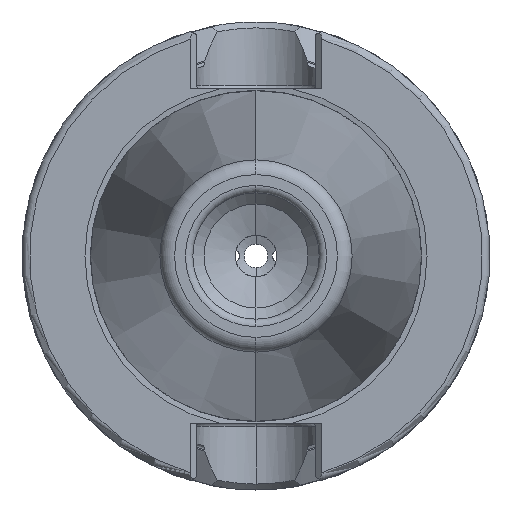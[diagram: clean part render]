
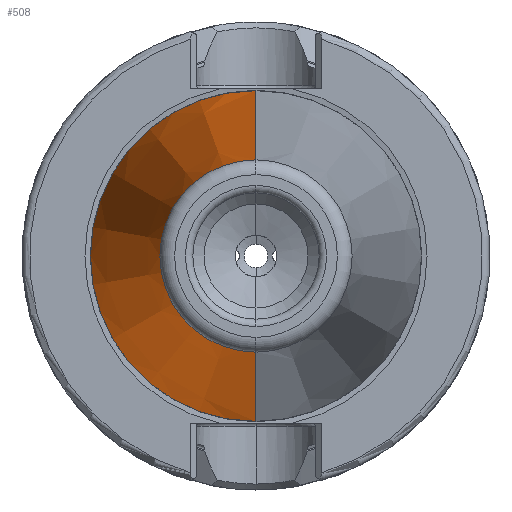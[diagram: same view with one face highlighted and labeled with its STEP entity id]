
A CAD part, left-side view. The second image highlights one B-rep face of the part: STEP entity #508.
In plain terms, the highlighted conical face has half-angle 8.297 degrees and reference radius 22.298 mm.
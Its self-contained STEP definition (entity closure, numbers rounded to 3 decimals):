
#102 = CARTESIAN_POINT ( 'NONE',  ( -89.5, 0., 22.298 ) ) ;
#332 = VERTEX_POINT ( 'NONE', #708 ) ;
#368 = CARTESIAN_POINT ( 'NONE',  ( -89.5, 0., 0. ) ) ;
#418 = EDGE_CURVE ( 'NONE', #783, #1719, #802, .T. ) ;
#424 = LINE ( 'NONE', #1347, #2558 ) ;
#508 = ADVANCED_FACE ( 'NONE', ( #1373 ), #1067, .T. ) ;
#650 = DIRECTION ( 'NONE',  ( 0., 0., 1. ) ) ;
#708 = CARTESIAN_POINT ( 'NONE',  ( -89.5, 0., -22.298 ) ) ;
#783 = VERTEX_POINT ( 'NONE', #1110 ) ;
#802 = LINE ( 'NONE', #2979, #2932 ) ;
#821 = EDGE_CURVE ( 'NONE', #1719, #332, #1841, .T. ) ;
#846 = ORIENTED_EDGE ( 'NONE', *, *, #3087, .F. ) ;
#1067 = CONICAL_SURFACE ( 'NONE', #3096, 22.298, 0.145 ) ;
#1110 = CARTESIAN_POINT ( 'NONE',  ( -153.689, 0., 12.937 ) ) ;
#1280 = AXIS2_PLACEMENT_3D ( 'NONE', #1543, #3500, #1826 ) ;
#1322 = DIRECTION ( 'NONE',  ( 0.99, 0., -0.144 ) ) ;
#1347 = CARTESIAN_POINT ( 'NONE',  ( -89.5, 0., -22.298 ) ) ;
#1365 = CARTESIAN_POINT ( 'NONE',  ( -89.5, 0., 0. ) ) ;
#1373 = FACE_OUTER_BOUND ( 'NONE', #2479, .T. ) ;
#1543 = CARTESIAN_POINT ( 'NONE',  ( -153.689, 0., 0. ) ) ;
#1719 = VERTEX_POINT ( 'NONE', #102 ) ;
#1826 = DIRECTION ( 'NONE',  ( 0., 0., 1. ) ) ;
#1841 = CIRCLE ( 'NONE', #3034, 22.298 ) ;
#2124 = ORIENTED_EDGE ( 'NONE', *, *, #3249, .F. ) ;
#2179 = CIRCLE ( 'NONE', #1280, 12.937 ) ;
#2316 = DIRECTION ( 'NONE',  ( -1., 0., 0. ) ) ;
#2479 = EDGE_LOOP ( 'NONE', ( #846, #3074, #2777, #2124 ) ) ;
#2554 = VERTEX_POINT ( 'NONE', #2723 ) ;
#2558 = VECTOR ( 'NONE', #1322, 1000. ) ;
#2723 = CARTESIAN_POINT ( 'NONE',  ( -153.689, 0., -12.937 ) ) ;
#2777 = ORIENTED_EDGE ( 'NONE', *, *, #821, .T. ) ;
#2932 = VECTOR ( 'NONE', #2994, 1000. ) ;
#2979 = CARTESIAN_POINT ( 'NONE',  ( -89.5, 0., 22.298 ) ) ;
#2994 = DIRECTION ( 'NONE',  ( 0.99, 0., 0.144 ) ) ;
#3032 = DIRECTION ( 'NONE',  ( 0., 0., -1. ) ) ;
#3034 = AXIS2_PLACEMENT_3D ( 'NONE', #368, #2316, #650 ) ;
#3074 = ORIENTED_EDGE ( 'NONE', *, *, #418, .T. ) ;
#3087 = EDGE_CURVE ( 'NONE', #783, #2554, #2179, .T. ) ;
#3096 = AXIS2_PLACEMENT_3D ( 'NONE', #1365, #3316, #3032 ) ;
#3249 = EDGE_CURVE ( 'NONE', #2554, #332, #424, .T. ) ;
#3316 = DIRECTION ( 'NONE',  ( 1., 0., 0. ) ) ;
#3500 = DIRECTION ( 'NONE',  ( -1., 0., 0. ) ) ;
